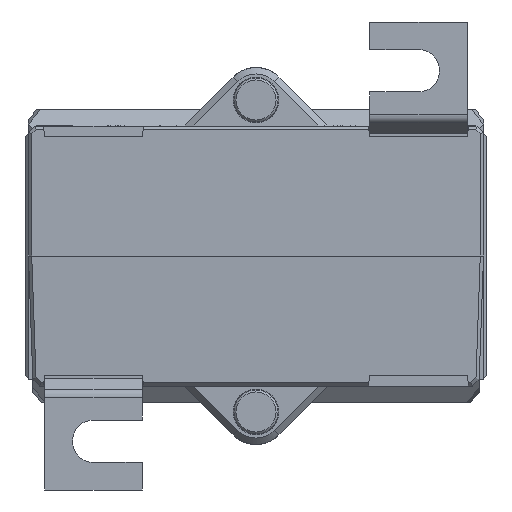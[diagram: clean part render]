
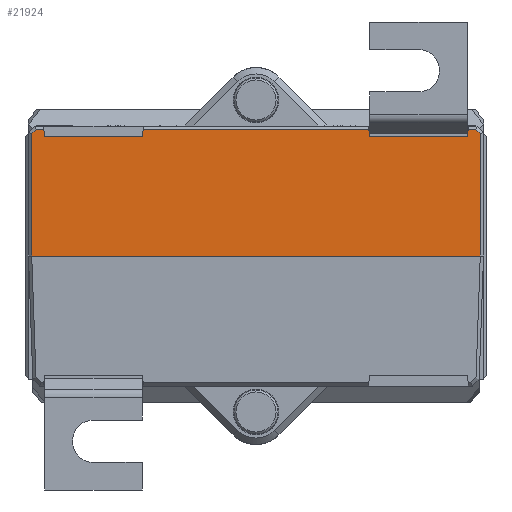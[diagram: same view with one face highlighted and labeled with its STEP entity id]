
A CAD part, front view. The second image highlights one B-rep face of the part: STEP entity #21924.
In plain terms, the highlighted planar face has unit normal (0, -1, 0).
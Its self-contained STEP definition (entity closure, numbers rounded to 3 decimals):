
#13866 = CARTESIAN_POINT ( 'NONE',  ( -34.5, -36.75, 0. ) ) ;
#13874 = CARTESIAN_POINT ( 'NONE',  ( 34.5, -36.75, 0. ) ) ;
#13932 = DIRECTION ( 'NONE',  ( 1., 0., 0. ) ) ;
#13933 = VECTOR ( 'NONE', #13932, 1000. ) ;
#13942 = CARTESIAN_POINT ( 'NONE',  ( -35., -36.75, 0. ) ) ;
#13943 = LINE ( 'NONE', #13942, #13933 ) ;
#17543 = VERTEX_POINT ( 'NONE', #13866 ) ;
#17558 = VERTEX_POINT ( 'NONE', #13874 ) ;
#17589 = EDGE_CURVE ( 'NONE', #17543, #17558, #13943, .T. ) ;
#21847 = VERTEX_POINT ( 'NONE', #29556 ) ;
#21856 = EDGE_CURVE ( 'NONE', #21961, #21954, #29539, .T. ) ;
#21857 = ORIENTED_EDGE ( 'NONE', *, *, #22121, .F. ) ;
#21861 = ORIENTED_EDGE ( 'NONE', *, *, #17589, .T. ) ;
#21868 = EDGE_CURVE ( 'NONE', #21954, #17543, #29587, .T. ) ;
#21873 = VERTEX_POINT ( 'NONE', #29596 ) ;
#21874 = EDGE_CURVE ( 'NONE', #21884, #21877, #29578, .T. ) ;
#21877 = VERTEX_POINT ( 'NONE', #29583 ) ;
#21881 = ORIENTED_EDGE ( 'NONE', *, *, #21898, .T. ) ;
#21884 = VERTEX_POINT ( 'NONE', #29572 ) ;
#21886 = EDGE_CURVE ( 'NONE', #17558, #21953, #29570, .T. ) ;
#21895 = ORIENTED_EDGE ( 'NONE', *, *, #21886, .T. ) ;
#21898 = EDGE_CURVE ( 'NONE', #21953, #21884, #29633, .T. ) ;
#21902 = EDGE_CURVE ( 'NONE', #21940, #21873, #29625, .T. ) ;
#21918 = ORIENTED_EDGE ( 'NONE', *, *, #21856, .T. ) ;
#21920 = ORIENTED_EDGE ( 'NONE', *, *, #21957, .T. ) ;
#21924 = ADVANCED_FACE ( 'NONE', ( #29612 ), #29697, .F. ) ;
#21926 = ORIENTED_EDGE ( 'NONE', *, *, #21931, .F. ) ;
#21930 = ORIENTED_EDGE ( 'NONE', *, *, #21935, .F. ) ;
#21931 = EDGE_CURVE ( 'NONE', #21938, #21847, #29677, .T. ) ;
#21935 = EDGE_CURVE ( 'NONE', #21847, #22070, #29664, .T. ) ;
#21938 = VERTEX_POINT ( 'NONE', #29656 ) ;
#21940 = VERTEX_POINT ( 'NONE', #29655 ) ;
#21945 = ORIENTED_EDGE ( 'NONE', *, *, #21947, .F. ) ;
#21947 = EDGE_CURVE ( 'NONE', #21952, #21938, #29650, .T. ) ;
#21952 = VERTEX_POINT ( 'NONE', #29724 ) ;
#21953 = VERTEX_POINT ( 'NONE', #29723 ) ;
#21954 = VERTEX_POINT ( 'NONE', #29722 ) ;
#21957 = EDGE_CURVE ( 'NONE', #21952, #21961, #29715, .T. ) ;
#21961 = VERTEX_POINT ( 'NONE', #29709 ) ;
#21983 = ORIENTED_EDGE ( 'NONE', *, *, #21902, .T. ) ;
#21992 = EDGE_CURVE ( 'NONE', #22072, #22070, #29708, .T. ) ;
#22070 = VERTEX_POINT ( 'NONE', #29799 ) ;
#22072 = VERTEX_POINT ( 'NONE', #29848 ) ;
#22118 = EDGE_CURVE ( 'NONE', #22072, #21873, #29881, .T. ) ;
#22120 = ORIENTED_EDGE ( 'NONE', *, *, #21874, .T. ) ;
#22121 = EDGE_CURVE ( 'NONE', #21940, #21877, #29876, .T. ) ;
#22123 = ORIENTED_EDGE ( 'NONE', *, *, #22118, .F. ) ;
#22156 = ORIENTED_EDGE ( 'NONE', *, *, #21992, .T. ) ;
#22191 = ORIENTED_EDGE ( 'NONE', *, *, #21868, .T. ) ;
#22193 = EDGE_LOOP ( 'NONE', ( #21930, #21926, #21945, #21920, #21918, #22191, #21861, #21895, #21881, #22120, #21857, #21983, #22123, #22156 ) ) ;
#28834 = DIRECTION ( 'NONE',  ( 0.009, 0., -1. ) ) ;
#28835 = CARTESIAN_POINT ( 'NONE',  ( -32.622, -36.75, 20.021 ) ) ;
#28841 = VECTOR ( 'NONE', #28834, 1000. ) ;
#29539 = LINE ( 'NONE', #29595, #29594 ) ;
#29556 = CARTESIAN_POINT ( 'NONE',  ( -17.392, -36.75, 18.4 ) ) ;
#29567 = DIRECTION ( 'NONE',  ( 0., 0., 1. ) ) ;
#29568 = VECTOR ( 'NONE', #29567, 1000. ) ;
#29569 = CARTESIAN_POINT ( 'NONE',  ( 34.5, -36.75, 20. ) ) ;
#29570 = LINE ( 'NONE', #29569, #29568 ) ;
#29572 = CARTESIAN_POINT ( 'NONE',  ( 33.793, -36.75, 19.5 ) ) ;
#29575 = DIRECTION ( 'NONE',  ( -1., 0., 0. ) ) ;
#29576 = VECTOR ( 'NONE', #29575, 1000. ) ;
#29577 = CARTESIAN_POINT ( 'NONE',  ( -34., -36.75, 19.5 ) ) ;
#29578 = LINE ( 'NONE', #29577, #29576 ) ;
#29581 = DIRECTION ( 'NONE',  ( 0., 0., -1. ) ) ;
#29583 = CARTESIAN_POINT ( 'NONE',  ( 32.618, -36.75, 19.5 ) ) ;
#29585 = VECTOR ( 'NONE', #29581, 1000. ) ;
#29586 = CARTESIAN_POINT ( 'NONE',  ( -34.5, -36.75, 20. ) ) ;
#29587 = LINE ( 'NONE', #29586, #29585 ) ;
#29593 = DIRECTION ( 'NONE',  ( -0.707, 0., -0.707 ) ) ;
#29594 = VECTOR ( 'NONE', #29593, 1000. ) ;
#29595 = CARTESIAN_POINT ( 'NONE',  ( -34.646, -36.75, 18.646 ) ) ;
#29596 = CARTESIAN_POINT ( 'NONE',  ( 17.392, -36.75, 18.4 ) ) ;
#29606 = CARTESIAN_POINT ( 'NONE',  ( -35., -36.75, 20. ) ) ;
#29612 = FACE_OUTER_BOUND ( 'NONE', #22193, .T. ) ;
#29622 = DIRECTION ( 'NONE',  ( -1., 0., 0. ) ) ;
#29623 = VECTOR ( 'NONE', #29622, 1000. ) ;
#29624 = CARTESIAN_POINT ( 'NONE',  ( -35., -36.75, 18.4 ) ) ;
#29625 = LINE ( 'NONE', #29624, #29623 ) ;
#29629 = DIRECTION ( 'NONE',  ( -0.707, 0., 0.707 ) ) ;
#29631 = VECTOR ( 'NONE', #29629, 1000. ) ;
#29632 = CARTESIAN_POINT ( 'NONE',  ( 33.646, -36.75, 19.646 ) ) ;
#29633 = LINE ( 'NONE', #29632, #29631 ) ;
#29650 = LINE ( 'NONE', #28835, #28841 ) ;
#29655 = CARTESIAN_POINT ( 'NONE',  ( 32.608, -36.75, 18.4 ) ) ;
#29656 = CARTESIAN_POINT ( 'NONE',  ( -32.608, -36.75, 18.4 ) ) ;
#29657 = DIRECTION ( 'NONE',  ( 0.009, 0., 1. ) ) ;
#29659 = VECTOR ( 'NONE', #29657, 1000. ) ;
#29661 = CARTESIAN_POINT ( 'NONE',  ( -17.379, -36.75, 19.846 ) ) ;
#29664 = LINE ( 'NONE', #29661, #29659 ) ;
#29668 = DIRECTION ( 'NONE',  ( 1., 0., 0. ) ) ;
#29670 = VECTOR ( 'NONE', #29668, 1000. ) ;
#29676 = CARTESIAN_POINT ( 'NONE',  ( -35., -36.75, 18.4 ) ) ;
#29677 = LINE ( 'NONE', #29676, #29670 ) ;
#29684 = DIRECTION ( 'NONE',  ( -1., 0., 0. ) ) ;
#29685 = DIRECTION ( 'NONE',  ( 0., 1., 0. ) ) ;
#29692 = AXIS2_PLACEMENT_3D ( 'NONE', #29606, #29685, #29684 ) ;
#29697 = PLANE ( 'NONE',  #29692 ) ;
#29707 = CARTESIAN_POINT ( 'NONE',  ( -34., -36.75, 19.5 ) ) ;
#29708 = LINE ( 'NONE', #29707, #29753 ) ;
#29709 = CARTESIAN_POINT ( 'NONE',  ( -33.793, -36.75, 19.5 ) ) ;
#29710 = DIRECTION ( 'NONE',  ( -1., 0., 0. ) ) ;
#29711 = VECTOR ( 'NONE', #29710, 1000. ) ;
#29712 = CARTESIAN_POINT ( 'NONE',  ( -34., -36.75, 19.5 ) ) ;
#29715 = LINE ( 'NONE', #29712, #29711 ) ;
#29722 = CARTESIAN_POINT ( 'NONE',  ( -34.5, -36.75, 18.793 ) ) ;
#29723 = CARTESIAN_POINT ( 'NONE',  ( 34.5, -36.75, 18.793 ) ) ;
#29724 = CARTESIAN_POINT ( 'NONE',  ( -32.618, -36.75, 19.5 ) ) ;
#29752 = DIRECTION ( 'NONE',  ( -1., 0., 0. ) ) ;
#29753 = VECTOR ( 'NONE', #29752, 1000. ) ;
#29799 = CARTESIAN_POINT ( 'NONE',  ( -17.382, -36.75, 19.5 ) ) ;
#29834 = VECTOR ( 'NONE', #29875, 1000. ) ;
#29848 = CARTESIAN_POINT ( 'NONE',  ( 17.382, -36.75, 19.5 ) ) ;
#29872 = DIRECTION ( 'NONE',  ( 0.009, 0., 1. ) ) ;
#29873 = VECTOR ( 'NONE', #29872, 1000. ) ;
#29874 = CARTESIAN_POINT ( 'NONE',  ( 32.617, -36.75, 19.41 ) ) ;
#29875 = DIRECTION ( 'NONE',  ( 0.009, 0., -1. ) ) ;
#29876 = LINE ( 'NONE', #29874, #29873 ) ;
#29880 = CARTESIAN_POINT ( 'NONE',  ( 17.374, -36.75, 20.457 ) ) ;
#29881 = LINE ( 'NONE', #29880, #29834 ) ;
